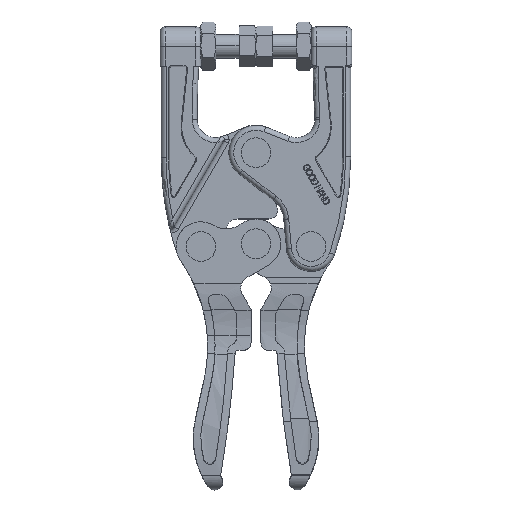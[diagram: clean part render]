
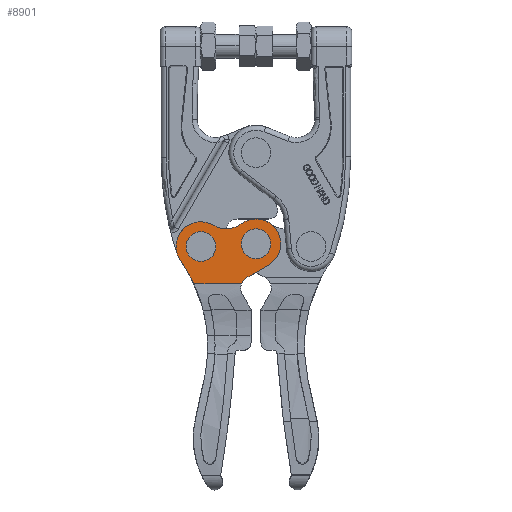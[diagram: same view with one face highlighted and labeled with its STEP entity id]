
A CAD part, top view. The second image highlights one B-rep face of the part: STEP entity #8901.
In plain terms, the highlighted planar face has unit normal (0, 0, 1).
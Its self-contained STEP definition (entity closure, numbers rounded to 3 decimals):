
#72 = DIRECTION ( 'NONE',  ( 0., -1., 0. ) ) ;
#275 = ORIENTED_EDGE ( 'NONE', *, *, #22856, .F. ) ;
#280 = EDGE_CURVE ( 'NONE', #33414, #30130, #17431, .T. ) ;
#1135 = DIRECTION ( 'NONE',  ( 0., -1., 0. ) ) ;
#1189 = ORIENTED_EDGE ( 'NONE', *, *, #16763, .T. ) ;
#1268 = VERTEX_POINT ( 'NONE', #30289 ) ;
#1658 = DIRECTION ( 'NONE',  ( 1., 0., 0. ) ) ;
#1733 = CARTESIAN_POINT ( 'NONE',  ( -80.35, -78.439, 8. ) ) ;
#2450 = EDGE_CURVE ( 'NONE', #8830, #9747, #22534, .T. ) ;
#2616 = DIRECTION ( 'NONE',  ( 0.866, 0.5, 0. ) ) ;
#2755 = DIRECTION ( 'NONE',  ( 0., -1., 0. ) ) ;
#2968 = CARTESIAN_POINT ( 'NONE',  ( -11.996, -20.791, 8. ) ) ;
#3288 = CARTESIAN_POINT ( 'NONE',  ( -3.647, -50.445, 8. ) ) ;
#3410 = VERTEX_POINT ( 'NONE', #8017 ) ;
#3535 = AXIS2_PLACEMENT_3D ( 'NONE', #33011, #16581, #72 ) ;
#3972 = FACE_BOUND ( 'NONE', #18953, .T. ) ;
#4222 = EDGE_CURVE ( 'NONE', #20552, #1268, #19001, .T. ) ;
#4228 = CARTESIAN_POINT ( 'NONE',  ( -22.27, -37.95, 8. ) ) ;
#4460 = AXIS2_PLACEMENT_3D ( 'NONE', #1733, #20992, #4515 ) ;
#4515 = DIRECTION ( 'NONE',  ( 0., -1., 0. ) ) ;
#4568 = ORIENTED_EDGE ( 'NONE', *, *, #15314, .F. ) ;
#4788 = CARTESIAN_POINT ( 'NONE',  ( -6., -36.794, 8. ) ) ;
#5461 = EDGE_CURVE ( 'NONE', #8830, #3410, #7977, .T. ) ;
#5506 = AXIS2_PLACEMENT_3D ( 'NONE', #8082, #27312, #10881 ) ;
#5703 = DIRECTION ( 'NONE',  ( 0., -1., 0. ) ) ;
#6723 = VERTEX_POINT ( 'NONE', #27618 ) ;
#6971 = DIRECTION ( 'NONE',  ( 0., -1., 0. ) ) ;
#7977 = CIRCLE ( 'NONE', #4460, 60.8 ) ;
#8017 = CARTESIAN_POINT ( 'NONE',  ( -30.474, -43.669, 8. ) ) ;
#8082 = CARTESIAN_POINT ( 'NONE',  ( -1.148, -54.775, 8. ) ) ;
#8380 = CIRCLE ( 'NONE', #3535, 6. ) ;
#8500 = CARTESIAN_POINT ( 'NONE',  ( 0., -36.794, 8. ) ) ;
#8830 = VERTEX_POINT ( 'NONE', #11762 ) ;
#8901 = ADVANCED_FACE ( 'NONE', ( #11296, #3972, #33199 ), #33967, .T. ) ;
#8965 = AXIS2_PLACEMENT_3D ( 'NONE', #28227, #11759, #30979 ) ;
#9747 = VERTEX_POINT ( 'NONE', #26854 ) ;
#10881 = DIRECTION ( 'NONE',  ( 0., -1., 0. ) ) ;
#11284 = DIRECTION ( 'NONE',  ( 1., 0., 0. ) ) ;
#11296 = FACE_BOUND ( 'NONE', #29033, .T. ) ;
#11475 = EDGE_CURVE ( 'NONE', #34441, #32398, #16760, .T. ) ;
#11596 = DIRECTION ( 'NONE',  ( 0., 0., 1. ) ) ;
#11759 = DIRECTION ( 'NONE',  ( 0., 0., 1. ) ) ;
#11762 = CARTESIAN_POINT ( 'NONE',  ( -25.117, -53.023, 8. ) ) ;
#11981 = ORIENTED_EDGE ( 'NONE', *, *, #2450, .T. ) ;
#12803 = EDGE_CURVE ( 'NONE', #33414, #9747, #22719, .T. ) ;
#13544 = CARTESIAN_POINT ( 'NONE',  ( -3.647, -50.445, 8. ) ) ;
#13616 = AXIS2_PLACEMENT_3D ( 'NONE', #34594, #18174, #1658 ) ;
#13728 = DIRECTION ( 'NONE',  ( 1., 0., 0. ) ) ;
#14758 = CARTESIAN_POINT ( 'NONE',  ( -32.273, -53.021, 8. ) ) ;
#14892 = AXIS2_PLACEMENT_3D ( 'NONE', #14758, #17659, #1135 ) ;
#14946 = AXIS2_PLACEMENT_3D ( 'NONE', #28068, #11596, #30814 ) ;
#15208 = CARTESIAN_POINT ( 'NONE',  ( -5.998, -28.792, 8. ) ) ;
#15212 = VECTOR ( 'NONE', #13728, 1000. ) ;
#15314 = EDGE_CURVE ( 'NONE', #6723, #24222, #34228, .T. ) ;
#15447 = AXIS2_PLACEMENT_3D ( 'NONE', #2968, #22196, #5703 ) ;
#15672 = CARTESIAN_POINT ( 'NONE',  ( -32.273, -53.021, 8. ) ) ;
#15951 = ORIENTED_EDGE ( 'NONE', *, *, #18996, .T. ) ;
#16035 = ORIENTED_EDGE ( 'NONE', *, *, #4222, .F. ) ;
#16581 = DIRECTION ( 'NONE',  ( 0., 0., 1. ) ) ;
#16760 = CIRCLE ( 'NONE', #14946, 10. ) ;
#16763 = EDGE_CURVE ( 'NONE', #32398, #3410, #32039, .T. ) ;
#16790 = EDGE_CURVE ( 'NONE', #1268, #20552, #8380, .T. ) ;
#17431 = LINE ( 'NONE', #13544, #24724 ) ;
#17557 = AXIS2_PLACEMENT_3D ( 'NONE', #8500, #27736, #11284 ) ;
#17659 = DIRECTION ( 'NONE',  ( 0., 0., 1. ) ) ;
#18174 = DIRECTION ( 'NONE',  ( 0., 0., 1. ) ) ;
#18275 = AXIS2_PLACEMENT_3D ( 'NONE', #4228, #23460, #6971 ) ;
#18913 = CARTESIAN_POINT ( 'NONE',  ( -17.133, -29.37, 8. ) ) ;
#18953 = EDGE_LOOP ( 'NONE', ( #4568, #275 ) ) ;
#18996 = EDGE_CURVE ( 'NONE', #30130, #34231, #34070, .T. ) ;
#19001 = CIRCLE ( 'NONE', #18275, 6. ) ;
#19217 = DIRECTION ( 'NONE',  ( 0., 0., 1. ) ) ;
#19464 = EDGE_LOOP ( 'NONE', ( #20990, #15951, #24456, #32025, #1189, #29555, #11981, #30608 ) ) ;
#20552 = VERTEX_POINT ( 'NONE', #33400 ) ;
#20990 = ORIENTED_EDGE ( 'NONE', *, *, #280, .T. ) ;
#20992 = DIRECTION ( 'NONE',  ( 0., 0., 1. ) ) ;
#21148 = CIRCLE ( 'NONE', #15447, 10. ) ;
#22196 = DIRECTION ( 'NONE',  ( 0., 0., 1. ) ) ;
#22534 = LINE ( 'NONE', #15672, #15212 ) ;
#22719 = CIRCLE ( 'NONE', #5506, 5. ) ;
#22856 = EDGE_CURVE ( 'NONE', #24222, #6723, #24525, .T. ) ;
#23460 = DIRECTION ( 'NONE',  ( 0., 0., 1. ) ) ;
#23515 = CARTESIAN_POINT ( 'NONE',  ( 4.998, -45.455, 8. ) ) ;
#24222 = VERTEX_POINT ( 'NONE', #4788 ) ;
#24456 = ORIENTED_EDGE ( 'NONE', *, *, #33978, .F. ) ;
#24525 = CIRCLE ( 'NONE', #17557, 6. ) ;
#24724 = VECTOR ( 'NONE', #2616, 1000. ) ;
#25044 = CARTESIAN_POINT ( 'NONE',  ( -32.27, -37.948, 8. ) ) ;
#26854 = CARTESIAN_POINT ( 'NONE',  ( -5.832, -53.026, 8. ) ) ;
#27312 = DIRECTION ( 'NONE',  ( 0., 0., 1. ) ) ;
#27618 = CARTESIAN_POINT ( 'NONE',  ( 6., -36.794, 8. ) ) ;
#27736 = DIRECTION ( 'NONE',  ( 0., 0., 1. ) ) ;
#28068 = CARTESIAN_POINT ( 'NONE',  ( -22.27, -37.95, 8. ) ) ;
#28227 = CARTESIAN_POINT ( 'NONE',  ( 0., -36.794, 8. ) ) ;
#29033 = EDGE_LOOP ( 'NONE', ( #33755, #16035 ) ) ;
#29555 = ORIENTED_EDGE ( 'NONE', *, *, #5461, .F. ) ;
#30130 = VERTEX_POINT ( 'NONE', #23515 ) ;
#30289 = CARTESIAN_POINT ( 'NONE',  ( -16.27, -37.95, 8. ) ) ;
#30608 = ORIENTED_EDGE ( 'NONE', *, *, #12803, .F. ) ;
#30814 = DIRECTION ( 'NONE',  ( 0., -1., 0. ) ) ;
#30979 = DIRECTION ( 'NONE',  ( 0., -1., 0. ) ) ;
#32025 = ORIENTED_EDGE ( 'NONE', *, *, #11475, .T. ) ;
#32039 = CIRCLE ( 'NONE', #35492, 10. ) ;
#32398 = VERTEX_POINT ( 'NONE', #25044 ) ;
#33011 = CARTESIAN_POINT ( 'NONE',  ( -22.27, -37.95, 8. ) ) ;
#33199 = FACE_OUTER_BOUND ( 'NONE', #19464, .T. ) ;
#33400 = CARTESIAN_POINT ( 'NONE',  ( -28.27, -37.95, 8. ) ) ;
#33414 = VERTEX_POINT ( 'NONE', #3288 ) ;
#33755 = ORIENTED_EDGE ( 'NONE', *, *, #16790, .F. ) ;
#33967 = PLANE ( 'NONE',  #14892 ) ;
#33978 = EDGE_CURVE ( 'NONE', #34441, #34231, #21148, .T. ) ;
#34070 = CIRCLE ( 'NONE', #8965, 10. ) ;
#34228 = CIRCLE ( 'NONE', #13616, 6. ) ;
#34231 = VERTEX_POINT ( 'NONE', #15208 ) ;
#34441 = VERTEX_POINT ( 'NONE', #18913 ) ;
#34594 = CARTESIAN_POINT ( 'NONE',  ( 0., -36.794, 8. ) ) ;
#35492 = AXIS2_PLACEMENT_3D ( 'NONE', #35652, #19217, #2755 ) ;
#35652 = CARTESIAN_POINT ( 'NONE',  ( -22.27, -37.95, 8. ) ) ;
